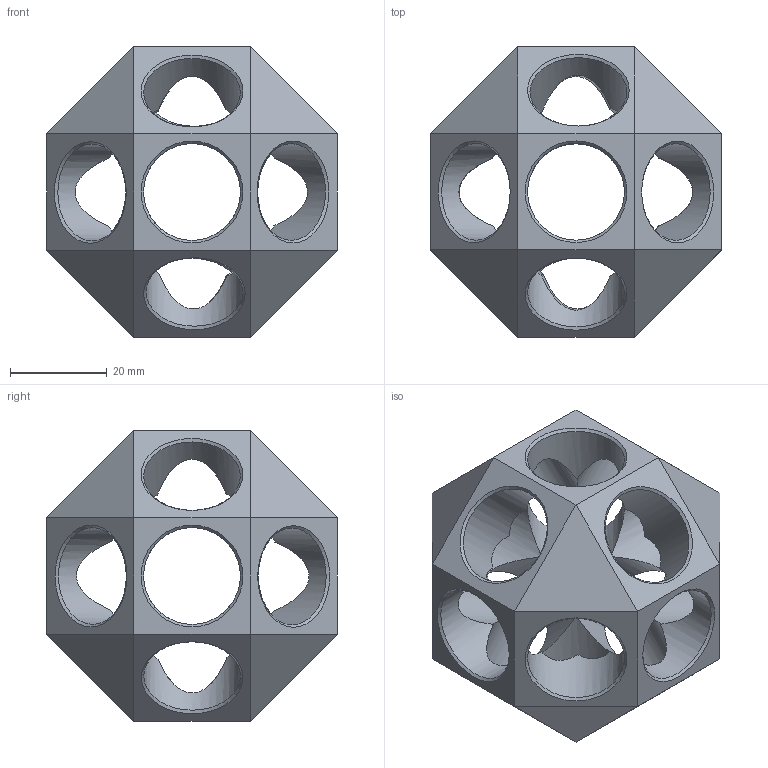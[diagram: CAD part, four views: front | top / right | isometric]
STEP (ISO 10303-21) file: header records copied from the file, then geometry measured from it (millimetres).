
FILE_DESCRIPTION(('FreeCAD Model'),'2;1');
FILE_NAME('Open CASCADE Shape Model','2025-01-15T10:18:42',(''),(''), 'Open CASCADE STEP processor 7.8','FreeCAD','Unknown');
FILE_SCHEMA(('AUTOMOTIVE_DESIGN { 1 0 10303 214 1 1 1 1 }'));
Length unit declared in the file: millimetre
Products named in the file (1): Chamfer001
Bounding box: 60 x 60 x 60 mm (x, y, z)
Volume: 37126.6 mm3; surface area: 18159.3 mm2
Topology: 1 solids, 1 shells, 62 faces, 187 edges, 111 vertices
Faces by surface type: plane 26, cone 18, cylinder 18
Full cylindrical faces by diameter (mm): 20 x18
Entity records: 3899 total; most frequent: CARTESIAN_POINT 2205, ORIENTED_EDGE 374, DIRECTION 322, EDGE_CURVE 187, AXIS2_PLACEMENT_3D 119, VERTEX_POINT 111, LINE 84, VECTOR 84
